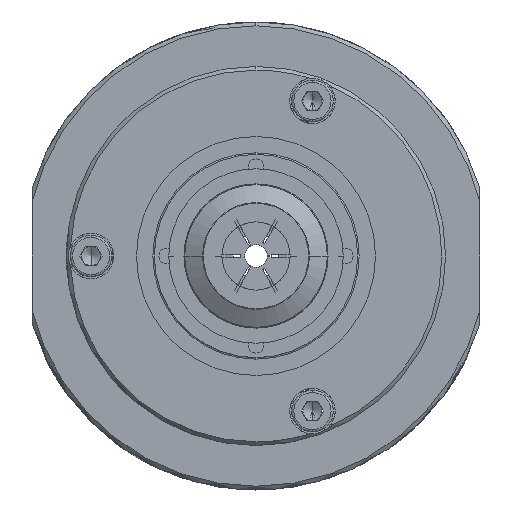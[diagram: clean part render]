
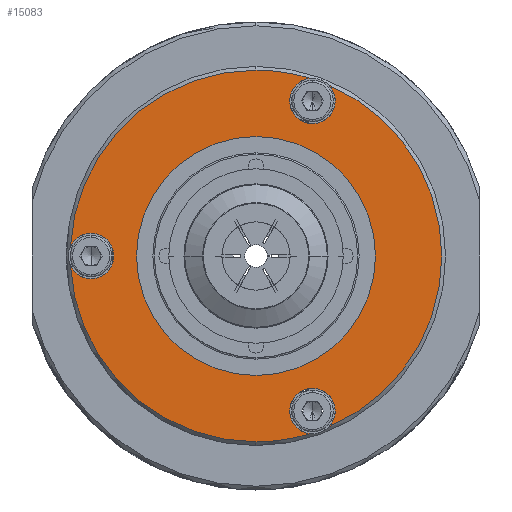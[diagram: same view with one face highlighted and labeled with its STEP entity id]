
A CAD part, left-side view. The second image highlights one B-rep face of the part: STEP entity #15083.
In plain terms, the highlighted planar face has unit normal (-1, 0, 0).
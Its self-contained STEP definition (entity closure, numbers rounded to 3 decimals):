
#12472 = AXIS2_PLACEMENT_3D ( 'NONE', #12766, #12729, #12727 ) ;
#12481 = CIRCLE ( 'NONE', #12472, 3. ) ;
#12562 = AXIS2_PLACEMENT_3D ( 'NONE', #12579, #12578, #12564 ) ;
#12564 = DIRECTION ( 'NONE',  ( 0., 0., -1. ) ) ;
#12574 = CIRCLE ( 'NONE', #12562, 24.5 ) ;
#12578 = DIRECTION ( 'NONE',  ( -1., 0., 0. ) ) ;
#12579 = CARTESIAN_POINT ( 'NONE',  ( 11., 0., 0. ) ) ;
#12602 = CARTESIAN_POINT ( 'NONE',  ( 11., 24.467, -1.272 ) ) ;
#12727 = DIRECTION ( 'NONE',  ( 0., 0., 1. ) ) ;
#12729 = DIRECTION ( 'NONE',  ( -1., 0., 0. ) ) ;
#12766 = CARTESIAN_POINT ( 'NONE',  ( 11., 21.75, 0. ) ) ;
#12911 = CARTESIAN_POINT ( 'NONE',  ( 11., 0., -24.5 ) ) ;
#12938 = CIRCLE ( 'NONE', #13060, 3. ) ;
#12940 = CARTESIAN_POINT ( 'NONE',  ( 11., -9.564, -22.556 ) ) ;
#12980 = CARTESIAN_POINT ( 'NONE',  ( 11., -7.439, -17.438 ) ) ;
#12982 = DIRECTION ( 'NONE',  ( 0., 0., 1. ) ) ;
#12983 = DIRECTION ( 'NONE',  ( -1., 0., 0. ) ) ;
#12985 = CARTESIAN_POINT ( 'NONE',  ( 11., 21.75, 0. ) ) ;
#12993 = CIRCLE ( 'NONE', #13005, 3. ) ;
#13005 = AXIS2_PLACEMENT_3D ( 'NONE', #12985, #12983, #12982 ) ;
#13014 = CARTESIAN_POINT ( 'NONE',  ( 11., -9.564, 22.556 ) ) ;
#13056 = DIRECTION ( 'NONE',  ( 0., 0., 1. ) ) ;
#13057 = DIRECTION ( 'NONE',  ( -1., 0., 0. ) ) ;
#13058 = CARTESIAN_POINT ( 'NONE',  ( 11., -7.439, -20.438 ) ) ;
#13060 = AXIS2_PLACEMENT_3D ( 'NONE', #13058, #13057, #13056 ) ;
#13115 = CARTESIAN_POINT ( 'NONE',  ( 11., 21.75, -3. ) ) ;
#13116 = CIRCLE ( 'NONE', #13260, 3. ) ;
#13163 = CARTESIAN_POINT ( 'NONE',  ( 11., 21.75, 3. ) ) ;
#13181 = CIRCLE ( 'NONE', #13358, 13.6 ) ;
#13182 = DIRECTION ( 'NONE',  ( 0., 0., 1. ) ) ;
#13183 = DIRECTION ( 'NONE',  ( -1., 0., 0. ) ) ;
#13184 = CARTESIAN_POINT ( 'NONE',  ( 11., 0., 0. ) ) ;
#13185 = AXIS2_PLACEMENT_3D ( 'NONE', #13184, #13183, #13182 ) ;
#13186 = CIRCLE ( 'NONE', #13345, 24.5 ) ;
#13188 = DIRECTION ( 'NONE',  ( 0., 0., -1. ) ) ;
#13193 = DIRECTION ( 'NONE',  ( 1., 0., 0. ) ) ;
#13194 = CARTESIAN_POINT ( 'NONE',  ( 11., 13.6, 0. ) ) ;
#13198 = CIRCLE ( 'NONE', #13185, 13.6 ) ;
#13205 = FACE_BOUND ( 'NONE', #15247, .T. ) ;
#13208 = CARTESIAN_POINT ( 'NONE',  ( 11., -7.173, 23.426 ) ) ;
#13211 = AXIS2_PLACEMENT_3D ( 'NONE', #13194, #13193, #13188 ) ;
#13218 = FACE_OUTER_BOUND ( 'NONE', #15252, .T. ) ;
#13219 = CARTESIAN_POINT ( 'NONE',  ( 11., -7.439, 17.438 ) ) ;
#13234 = PLANE ( 'NONE',  #13211 ) ;
#13238 = DIRECTION ( 'NONE',  ( 0., 0., 1. ) ) ;
#13240 = DIRECTION ( 'NONE',  ( -1., 0., 0. ) ) ;
#13242 = CARTESIAN_POINT ( 'NONE',  ( 11., -7.439, 20.438 ) ) ;
#13248 = CARTESIAN_POINT ( 'NONE',  ( 11., 0., 24.5 ) ) ;
#13252 = DIRECTION ( 'NONE',  ( 0., 0., -1. ) ) ;
#13253 = DIRECTION ( 'NONE',  ( -1., 0., 0. ) ) ;
#13254 = CARTESIAN_POINT ( 'NONE',  ( 11., 0., 0. ) ) ;
#13255 = AXIS2_PLACEMENT_3D ( 'NONE', #13254, #13253, #13252 ) ;
#13258 = CARTESIAN_POINT ( 'NONE',  ( 11., 24.467, 1.272 ) ) ;
#13260 = AXIS2_PLACEMENT_3D ( 'NONE', #13242, #13240, #13238 ) ;
#13279 = CIRCLE ( 'NONE', #13255, 24.5 ) ;
#13340 = DIRECTION ( 'NONE',  ( 0., 0., -1. ) ) ;
#13342 = DIRECTION ( 'NONE',  ( -1., 0., 0. ) ) ;
#13343 = CARTESIAN_POINT ( 'NONE',  ( 11., 0., 0. ) ) ;
#13345 = AXIS2_PLACEMENT_3D ( 'NONE', #13343, #13342, #13340 ) ;
#13346 = CARTESIAN_POINT ( 'NONE',  ( 11., 0., 13.6 ) ) ;
#13353 = DIRECTION ( 'NONE',  ( 0., 0., 1. ) ) ;
#13355 = DIRECTION ( 'NONE',  ( -1., 0., 0. ) ) ;
#13357 = CARTESIAN_POINT ( 'NONE',  ( 11., 0., 0. ) ) ;
#13358 = AXIS2_PLACEMENT_3D ( 'NONE', #13357, #13355, #13353 ) ;
#13398 = CARTESIAN_POINT ( 'NONE',  ( 11., -7.439, 20.438 ) ) ;
#13451 = DIRECTION ( 'NONE',  ( 0., 0., -1. ) ) ;
#13453 = DIRECTION ( 'NONE',  ( -1., 0., 0. ) ) ;
#13454 = CARTESIAN_POINT ( 'NONE',  ( 11., 0., 0. ) ) ;
#13455 = AXIS2_PLACEMENT_3D ( 'NONE', #13454, #13453, #13451 ) ;
#13456 = CIRCLE ( 'NONE', #13556, 24.5 ) ;
#13461 = DIRECTION ( 'NONE',  ( 0., 0., 1. ) ) ;
#13462 = DIRECTION ( 'NONE',  ( -1., 0., 0. ) ) ;
#13474 = AXIS2_PLACEMENT_3D ( 'NONE', #13398, #13462, #13461 ) ;
#13481 = CIRCLE ( 'NONE', #13474, 3. ) ;
#13491 = CIRCLE ( 'NONE', #13455, 24.5 ) ;
#13505 = AXIS2_PLACEMENT_3D ( 'NONE', #13521, #13514, #13743 ) ;
#13514 = DIRECTION ( 'NONE',  ( -1., 0., 0. ) ) ;
#13521 = CARTESIAN_POINT ( 'NONE',  ( 11., 21.75, 0. ) ) ;
#13553 = DIRECTION ( 'NONE',  ( 0., 0., -1. ) ) ;
#13554 = DIRECTION ( 'NONE',  ( -1., 0., 0. ) ) ;
#13555 = CARTESIAN_POINT ( 'NONE',  ( 11., 0., 0. ) ) ;
#13556 = AXIS2_PLACEMENT_3D ( 'NONE', #13555, #13554, #13553 ) ;
#13561 = DIRECTION ( 'NONE',  ( 0., 0., 1. ) ) ;
#13571 = CARTESIAN_POINT ( 'NONE',  ( 11., -7.439, -20.438 ) ) ;
#13573 = DIRECTION ( 'NONE',  ( -1., 0., 0. ) ) ;
#13583 = CIRCLE ( 'NONE', #13596, 3. ) ;
#13589 = CARTESIAN_POINT ( 'NONE',  ( 11., -7.173, -23.426 ) ) ;
#13596 = AXIS2_PLACEMENT_3D ( 'NONE', #13571, #13573, #13561 ) ;
#13717 = CARTESIAN_POINT ( 'NONE',  ( 11., 0., -13.6 ) ) ;
#13743 = DIRECTION ( 'NONE',  ( 0., 0., 1. ) ) ;
#13750 = CIRCLE ( 'NONE', #13505, 3. ) ;
#14761 = ORIENTED_EDGE ( 'NONE', *, *, #14775, .F. ) ;
#14775 = EDGE_CURVE ( 'NONE', #14903, #15019, #12481, .T. ) ;
#14903 = VERTEX_POINT ( 'NONE', #12602 ) ;
#14904 = EDGE_CURVE ( 'NONE', #14903, #14916, #12574, .T. ) ;
#14916 = VERTEX_POINT ( 'NONE', #12911 ) ;
#14947 = EDGE_CURVE ( 'NONE', #15019, #15016, #12993, .T. ) ;
#14967 = VERTEX_POINT ( 'NONE', #12980 ) ;
#14974 = EDGE_CURVE ( 'NONE', #14979, #14967, #12938, .T. ) ;
#14979 = VERTEX_POINT ( 'NONE', #12940 ) ;
#15016 = VERTEX_POINT ( 'NONE', #13163 ) ;
#15019 = VERTEX_POINT ( 'NONE', #13115 ) ;
#15025 = EDGE_CURVE ( 'NONE', #15042, #15038, #13279, .T. ) ;
#15027 = VERTEX_POINT ( 'NONE', #13014 ) ;
#15031 = EDGE_CURVE ( 'NONE', #15061, #15027, #13116, .T. ) ;
#15038 = VERTEX_POINT ( 'NONE', #13258 ) ;
#15042 = VERTEX_POINT ( 'NONE', #13248 ) ;
#15061 = VERTEX_POINT ( 'NONE', #13219 ) ;
#15083 = ADVANCED_FACE ( 'NONE', ( #13205, #13218 ), #13234, .F. ) ;
#15084 = ORIENTED_EDGE ( 'NONE', *, *, #15089, .F. ) ;
#15087 = ORIENTED_EDGE ( 'NONE', *, *, #15090, .F. ) ;
#15089 = EDGE_CURVE ( 'NONE', #15230, #15114, #13198, .T. ) ;
#15090 = EDGE_CURVE ( 'NONE', #15114, #15230, #13181, .T. ) ;
#15091 = EDGE_CURVE ( 'NONE', #15093, #15042, #13186, .T. ) ;
#15093 = VERTEX_POINT ( 'NONE', #13208 ) ;
#15095 = ORIENTED_EDGE ( 'NONE', *, *, #15025, .T. ) ;
#15097 = ORIENTED_EDGE ( 'NONE', *, *, #15091, .T. ) ;
#15114 = VERTEX_POINT ( 'NONE', #13346 ) ;
#15122 = ORIENTED_EDGE ( 'NONE', *, *, #15218, .F. ) ;
#15159 = ORIENTED_EDGE ( 'NONE', *, *, #15166, .F. ) ;
#15166 = EDGE_CURVE ( 'NONE', #15093, #15061, #13481, .T. ) ;
#15168 = EDGE_CURVE ( 'NONE', #14979, #15027, #13491, .T. ) ;
#15169 = ORIENTED_EDGE ( 'NONE', *, *, #14974, .F. ) ;
#15170 = EDGE_CURVE ( 'NONE', #14916, #15235, #13456, .T. ) ;
#15209 = ORIENTED_EDGE ( 'NONE', *, *, #14947, .F. ) ;
#15210 = ORIENTED_EDGE ( 'NONE', *, *, #15031, .F. ) ;
#15211 = ORIENTED_EDGE ( 'NONE', *, *, #14904, .T. ) ;
#15212 = ORIENTED_EDGE ( 'NONE', *, *, #15238, .F. ) ;
#15214 = ORIENTED_EDGE ( 'NONE', *, *, #15170, .T. ) ;
#15216 = ORIENTED_EDGE ( 'NONE', *, *, #15168, .T. ) ;
#15218 = EDGE_CURVE ( 'NONE', #15016, #15038, #13750, .T. ) ;
#15230 = VERTEX_POINT ( 'NONE', #13717 ) ;
#15235 = VERTEX_POINT ( 'NONE', #13589 ) ;
#15238 = EDGE_CURVE ( 'NONE', #14967, #15235, #13583, .T. ) ;
#15247 = EDGE_LOOP ( 'NONE', ( #15087, #15084 ) ) ;
#15252 = EDGE_LOOP ( 'NONE', ( #15097, #15095, #15122, #15209, #14761, #15211, #15214, #15212, #15169, #15216, #15210, #15159 ) ) ;
